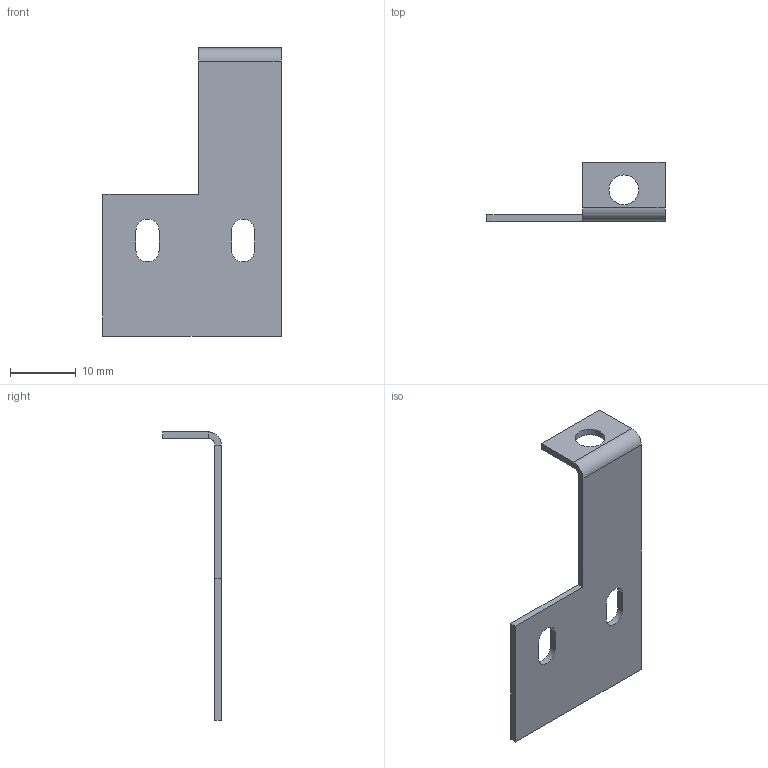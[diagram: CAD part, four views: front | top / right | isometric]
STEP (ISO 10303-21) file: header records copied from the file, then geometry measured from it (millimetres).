
FILE_DESCRIPTION(/* description */ (''),/* implementation_level */ '2;1');
FILE_NAME(/* name */ 'Base Frame Bracket - Extended.step',/* time_stamp */ '2023-09-13T12:25:45+02:00',/* author */ (''),/* organization */ (''),/* preprocessor_version */ 'ST-DEVELOPER v20',/* originating_system */ 'Autodesk Translation Framework v12.9.0.99',/* authorisation */ '');
FILE_SCHEMA (('AUTOMOTIVE_DESIGN { 1 0 10303 214 3 1 1 }'));
Length unit declared in the file: millimetre
Products named in the file (1): Base Frame Bracket
Bounding box: 27 x 8.9 x 43.7 mm (x, y, z)
Volume: 892.5 mm3; surface area: 1989.1 mm2
Topology: 1 solids, 1 shells, 25 faces, 61 edges, 38 vertices
Faces by surface type: plane 18, cylinder 7
Full cylindrical faces by diameter (mm): 4.5 x1
Entity records: 770 total; most frequent: DIRECTION 127, CARTESIAN_POINT 125, ORIENTED_EDGE 122, EDGE_CURVE 61, LINE 47, VECTOR 47, AXIS2_PLACEMENT_3D 40, VERTEX_POINT 38
